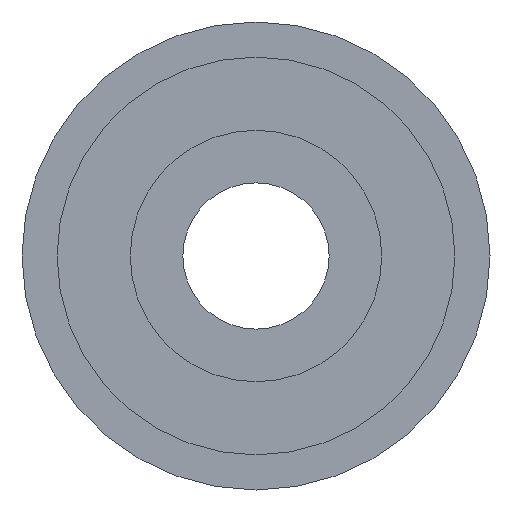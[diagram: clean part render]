
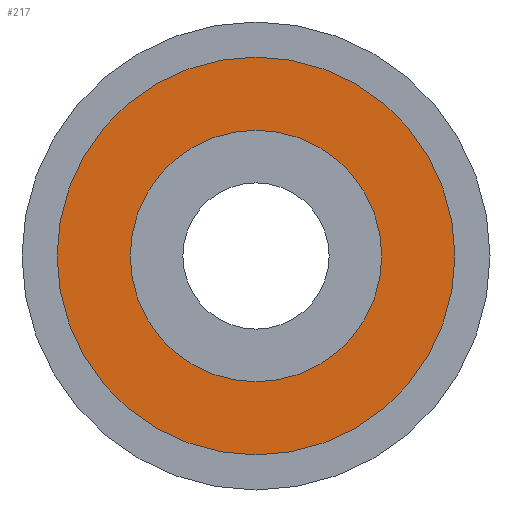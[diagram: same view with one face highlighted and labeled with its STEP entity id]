
A CAD part, left-side view. The second image highlights one B-rep face of the part: STEP entity #217.
In plain terms, the highlighted planar face has unit normal (-1, 0, 0).
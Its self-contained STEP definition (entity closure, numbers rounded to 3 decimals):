
#36=FACE_BOUND('',#57,.T.);
#43=FACE_OUTER_BOUND('',#56,.T.);
#56=EDGE_LOOP('',(#159,#160));
#57=EDGE_LOOP('',(#161,#162));
#75=CIRCLE('',#247,4.3);
#76=CIRCLE('',#248,4.3);
#77=CIRCLE('',#250,6.8);
#78=CIRCLE('',#251,6.8);
#99=VERTEX_POINT('',#368);
#100=VERTEX_POINT('',#369);
#101=VERTEX_POINT('',#374);
#102=VERTEX_POINT('',#375);
#123=EDGE_CURVE('',#99,#100,#75,.T.);
#124=EDGE_CURVE('',#100,#99,#76,.T.);
#126=EDGE_CURVE('',#101,#102,#77,.T.);
#127=EDGE_CURVE('',#102,#101,#78,.T.);
#159=ORIENTED_EDGE('',*,*,#126,.F.);
#160=ORIENTED_EDGE('',*,*,#127,.F.);
#161=ORIENTED_EDGE('',*,*,#123,.T.);
#162=ORIENTED_EDGE('',*,*,#124,.T.);
#210=PLANE('',#249);
#217=ADVANCED_FACE('',(#43,#36),#210,.T.);
#247=AXIS2_PLACEMENT_3D('',#370,#291,#292);
#248=AXIS2_PLACEMENT_3D('',#371,#293,#294);
#249=AXIS2_PLACEMENT_3D('',#373,#296,#297);
#250=AXIS2_PLACEMENT_3D('',#376,#298,#299);
#251=AXIS2_PLACEMENT_3D('',#377,#300,#301);
#291=DIRECTION('center_axis',(1.,0.,0.));
#292=DIRECTION('ref_axis',(0.,0.,-1.));
#293=DIRECTION('center_axis',(1.,0.,0.));
#294=DIRECTION('ref_axis',(0.,0.,-1.));
#296=DIRECTION('center_axis',(-1.,0.,0.));
#297=DIRECTION('ref_axis',(0.,0.,1.));
#298=DIRECTION('center_axis',(1.,0.,0.));
#299=DIRECTION('ref_axis',(0.,0.,-1.));
#300=DIRECTION('center_axis',(1.,0.,0.));
#301=DIRECTION('ref_axis',(0.,0.,-1.));
#368=CARTESIAN_POINT('',(-2.2,0.,-4.3));
#369=CARTESIAN_POINT('',(-2.2,0.,4.3));
#370=CARTESIAN_POINT('Origin',(-2.2,0.,0.));
#371=CARTESIAN_POINT('Origin',(-2.2,0.,0.));
#373=CARTESIAN_POINT('Origin',(-2.2,4.3,0.));
#374=CARTESIAN_POINT('',(-2.2,0.,-6.8));
#375=CARTESIAN_POINT('',(-2.2,0.,6.8));
#376=CARTESIAN_POINT('Origin',(-2.2,0.,0.));
#377=CARTESIAN_POINT('Origin',(-2.2,0.,0.));
